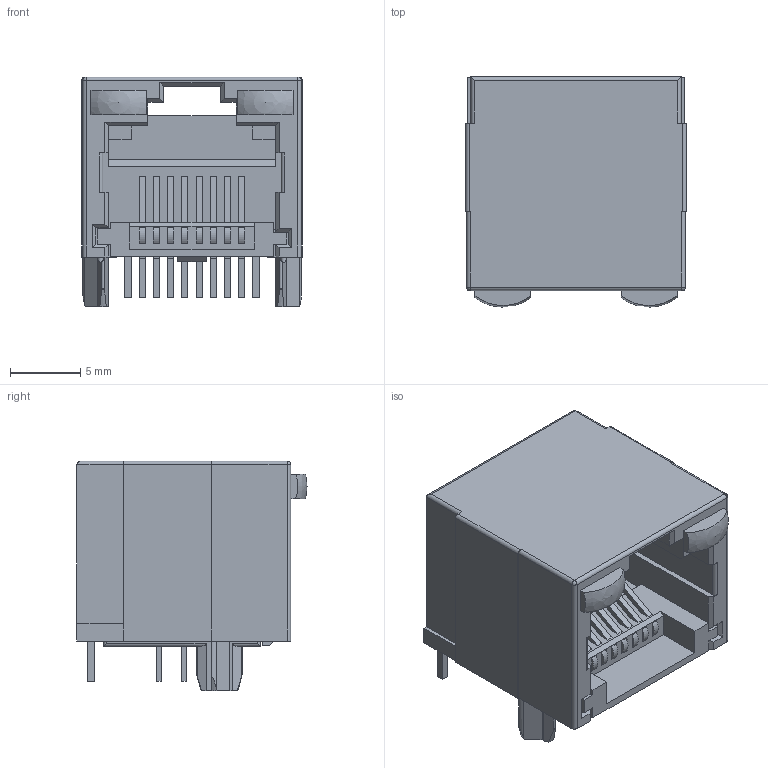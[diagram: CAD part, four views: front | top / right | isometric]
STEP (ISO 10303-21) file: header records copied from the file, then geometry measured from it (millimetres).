
FILE_DESCRIPTION(/* description */ (''),/* implementation_level */ '2;1');
FILE_NAME(/* name */ '5406533-1-3D.step',/* time_stamp */ '2022-05-11T15:51:24+02:00',/* author */ (''),/* organization */ (''),/* preprocessor_version */ 'ST-DEVELOPER v18.1',/* originating_system */ 'Autodesk Translation Framework v10.14.0.1471',/* authorisation */ '');
FILE_SCHEMA (('AUTOMOTIVE_DESIGN { 1 0 10303 214 3 1 1 }'));
Length unit declared in the file: millimetre
Products named in the file (1): (Unsaved)
Bounding box: 15.75 x 16.41 x 16.38 mm (x, y, z)
Volume: 1823.2 mm3; surface area: 2243.4 mm2
Topology: 1 solids, 1 shells, 360 faces, 978 edges, 640 vertices
Faces by surface type: plane 288, cylinder 62, cone 6, sphere 4
Entity records: 11388 total; most frequent: CARTESIAN_POINT 2174, ORIENTED_EDGE 1952, DIRECTION 1800, EDGE_CURVE 976, LINE 826, VECTOR 826, VERTEX_POINT 640, AXIS2_PLACEMENT_3D 487
